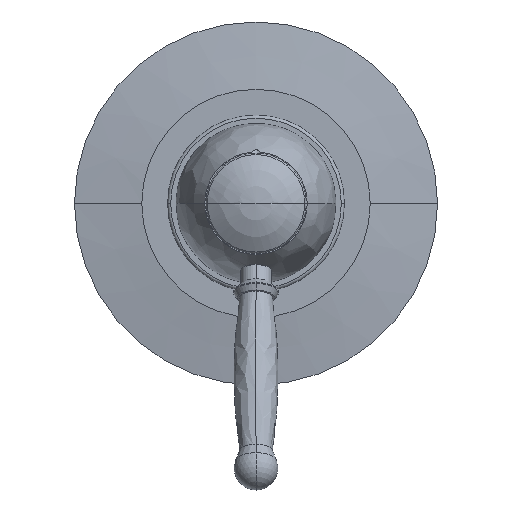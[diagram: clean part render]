
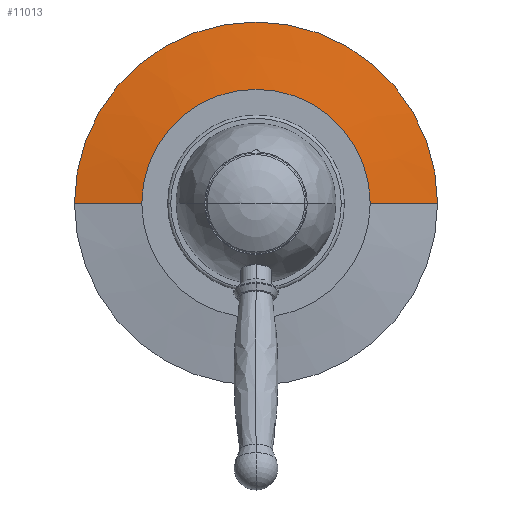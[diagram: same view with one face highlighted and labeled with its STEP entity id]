
A CAD part, top view. The second image highlights one B-rep face of the part: STEP entity #11013.
In plain terms, the highlighted conical face has half-angle 82.057 degrees and reference radius 47.25 mm.
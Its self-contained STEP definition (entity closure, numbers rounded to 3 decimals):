
#10762=DIRECTION('',(-0.99,0.138,0.));
#10763=VECTOR('',#10762,21.708);
#10764=CARTESIAN_POINT('',(58.,6.,0.));
#10765=LINE('',#10764,#10763);
#10769=DIRECTION('',(0.99,0.138,0.));
#10770=VECTOR('',#10769,21.708);
#10771=CARTESIAN_POINT('',(-58.,6.,0.));
#10772=LINE('',#10771,#10770);
#10784=CARTESIAN_POINT('',(0.,6.,0.));
#10785=DIRECTION('',(0.,-1.,0.));
#10786=DIRECTION('',(1.,0.,0.));
#10787=AXIS2_PLACEMENT_3D('',#10784,#10785,#10786);
#10800=CARTESIAN_POINT('',(0.,9.,0.));
#10801=DIRECTION('',(0.,-1.,0.));
#10802=DIRECTION('',(1.,0.,0.));
#10803=AXIS2_PLACEMENT_3D('',#10800,#10801,#10802);
#10819=CARTESIAN_POINT('',(58.,6.,0.));
#10821=VERTEX_POINT('',#10819);
#10822=CARTESIAN_POINT('',(36.5,9.,0.));
#10823=VERTEX_POINT('',#10822);
#10835=CARTESIAN_POINT('',(-58.,6.,0.));
#10837=VERTEX_POINT('',#10835);
#10838=CARTESIAN_POINT('',(-36.5,9.,0.));
#10839=VERTEX_POINT('',#10838);
#11001=CARTESIAN_POINT('',(0.,7.5,0.));
#11002=DIRECTION('',(0.,-1.,0.));
#11003=DIRECTION('',(-1.,0.,0.));
#11004=AXIS2_PLACEMENT_3D('',#11001,#11002,#11003);
#11005=CONICAL_SURFACE('',#11004,47.25,82.057);
#11006=ORIENTED_EDGE('',*,*,#10991,.F.);
#11007=ORIENTED_EDGE('',*,*,#10968,.T.);
#11008=ORIENTED_EDGE('',*,*,#10995,.T.);
#11010=ORIENTED_EDGE('',*,*,#11009,.F.);
#11011=EDGE_LOOP('',(#11006,#11007,#11008,#11010));
#11012=FACE_OUTER_BOUND('',#11011,.F.);
#11013=ADVANCED_FACE('',(#11012),#11005,.T.);
#10788=CIRCLE('',#10787,58.);
#10804=CIRCLE('',#10803,36.5);
#10968=EDGE_CURVE('',#10821,#10837,#10788,.T.);
#10991=EDGE_CURVE('',#10821,#10823,#10765,.T.);
#10995=EDGE_CURVE('',#10837,#10839,#10772,.T.);
#11009=EDGE_CURVE('',#10823,#10839,#10804,.T.);
